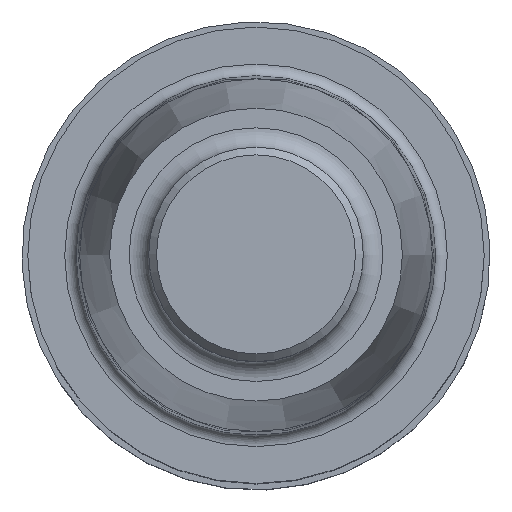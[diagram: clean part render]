
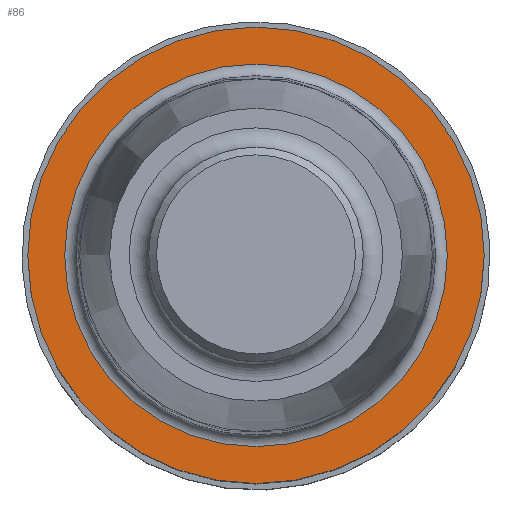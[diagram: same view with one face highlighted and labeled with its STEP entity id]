
A CAD part, top view. The second image highlights one B-rep face of the part: STEP entity #86.
In plain terms, the highlighted planar face has unit normal (0, 0, 1).
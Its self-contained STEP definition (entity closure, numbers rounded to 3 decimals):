
#61=FACE_BOUND('',#114,.T.);
#62=FACE_BOUND('',#115,.T.);
#86=ADVANCED_FACE('',(#61,#62),#101,.T.);
#101=PLANE('',#251);
#114=EDGE_LOOP('',(#142));
#115=EDGE_LOOP('',(#143));
#142=ORIENTED_EDGE('',*,*,#182,.F.);
#143=ORIENTED_EDGE('',*,*,#183,.T.);
#168=VERTEX_POINT('',#373);
#169=VERTEX_POINT('',#376);
#182=EDGE_CURVE('',#168,#168,#196,.T.);
#183=EDGE_CURVE('',#169,#169,#197,.T.);
#196=CIRCLE('',#248,5.85);
#197=CIRCLE('',#250,4.904);
#248=AXIS2_PLACEMENT_3D('',#372,#290,#291);
#250=AXIS2_PLACEMENT_3D('',#375,#294,#295);
#251=AXIS2_PLACEMENT_3D('',#377,#296,#297);
#290=DIRECTION('',(0.,0.,-1.));
#291=DIRECTION('',(-1.,0.,0.));
#294=DIRECTION('',(0.,0.,-1.));
#295=DIRECTION('',(-1.,0.,0.));
#296=DIRECTION('',(0.,0.,1.));
#297=DIRECTION('',(-1.,0.,0.));
#372=CARTESIAN_POINT('',(0.,0.,0.));
#373=CARTESIAN_POINT('',(-5.85,0.,0.));
#375=CARTESIAN_POINT('',(0.,0.,0.));
#376=CARTESIAN_POINT('',(-4.904,0.,0.));
#377=CARTESIAN_POINT('',(-5.851,-5.851,0.));
